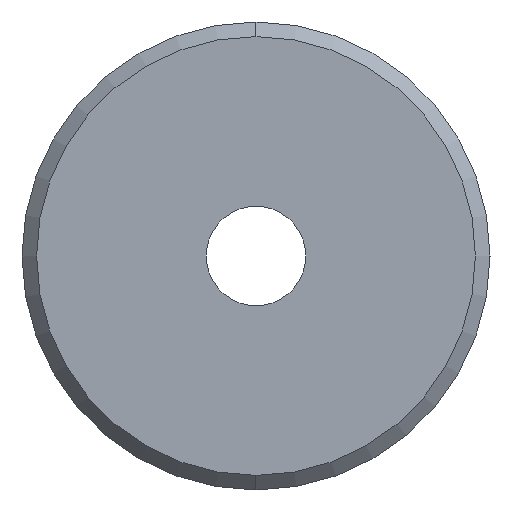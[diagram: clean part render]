
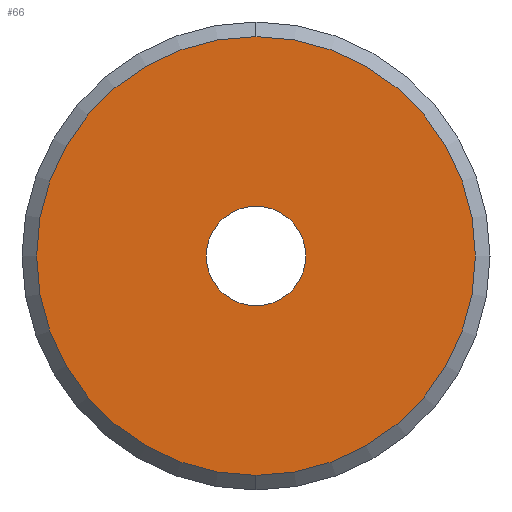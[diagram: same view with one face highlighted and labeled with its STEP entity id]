
A CAD part, left-side view. The second image highlights one B-rep face of the part: STEP entity #66.
In plain terms, the highlighted planar face has unit normal (-1, 0, 0).
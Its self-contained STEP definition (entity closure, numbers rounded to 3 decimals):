
#11 = DIRECTION ( 'NONE',  ( 1., 0., 0. ) ) ;
#13 = FACE_OUTER_BOUND ( 'NONE', #519, .T. ) ;
#18 = VERTEX_POINT ( 'NONE', #107 ) ;
#22 = VERTEX_POINT ( 'NONE', #156 ) ;
#32 = ORIENTED_EDGE ( 'NONE', *, *, #613, .T. ) ;
#33 = CARTESIAN_POINT ( 'NONE',  ( -252., 0., 0. ) ) ;
#36 = DIRECTION ( 'NONE',  ( -1., 0., 0. ) ) ;
#39 = DIRECTION ( 'NONE',  ( 0., 0., 1. ) ) ;
#66 = ADVANCED_FACE ( 'NONE', ( #76, #13 ), #457, .F. ) ;
#76 = FACE_BOUND ( 'NONE', #410, .T. ) ;
#107 = CARTESIAN_POINT ( 'NONE',  ( -252., 0., 3.4 ) ) ;
#117 = VERTEX_POINT ( 'NONE', #651 ) ;
#134 = CIRCLE ( 'NONE', #325, 3.4 ) ;
#156 = CARTESIAN_POINT ( 'NONE',  ( -252., 0., -15. ) ) ;
#173 = AXIS2_PLACEMENT_3D ( 'NONE', #636, #639, #617 ) ;
#214 = CIRCLE ( 'NONE', #173, 15. ) ;
#244 = CARTESIAN_POINT ( 'NONE',  ( -252., 0., 15. ) ) ;
#288 = AXIS2_PLACEMENT_3D ( 'NONE', #33, #36, #39 ) ;
#298 = DIRECTION ( 'NONE',  ( -1., 0., 0. ) ) ;
#307 = DIRECTION ( 'NONE',  ( 0., 0., 1. ) ) ;
#315 = AXIS2_PLACEMENT_3D ( 'NONE', #607, #506, #608 ) ;
#325 = AXIS2_PLACEMENT_3D ( 'NONE', #475, #298, #307 ) ;
#383 = CIRCLE ( 'NONE', #288, 3.4 ) ;
#402 = AXIS2_PLACEMENT_3D ( 'NONE', #625, #11, #434 ) ;
#410 = EDGE_LOOP ( 'NONE', ( #499, #614 ) ) ;
#417 = VERTEX_POINT ( 'NONE', #244 ) ;
#434 = DIRECTION ( 'NONE',  ( 0., 0., -1. ) ) ;
#438 = CIRCLE ( 'NONE', #315, 15. ) ;
#451 = EDGE_CURVE ( 'NONE', #117, #18, #134, .T. ) ;
#457 = PLANE ( 'NONE',  #402 ) ;
#465 = EDGE_CURVE ( 'NONE', #22, #417, #438, .T. ) ;
#475 = CARTESIAN_POINT ( 'NONE',  ( -252., 0., 0. ) ) ;
#499 = ORIENTED_EDGE ( 'NONE', *, *, #507, .F. ) ;
#506 = DIRECTION ( 'NONE',  ( -1., 0., 0. ) ) ;
#507 = EDGE_CURVE ( 'NONE', #18, #117, #383, .T. ) ;
#519 = EDGE_LOOP ( 'NONE', ( #555, #32 ) ) ;
#555 = ORIENTED_EDGE ( 'NONE', *, *, #465, .T. ) ;
#607 = CARTESIAN_POINT ( 'NONE',  ( -252., 0., 0. ) ) ;
#608 = DIRECTION ( 'NONE',  ( 0., 0., 1. ) ) ;
#613 = EDGE_CURVE ( 'NONE', #417, #22, #214, .T. ) ;
#614 = ORIENTED_EDGE ( 'NONE', *, *, #451, .F. ) ;
#617 = DIRECTION ( 'NONE',  ( 0., 0., 1. ) ) ;
#625 = CARTESIAN_POINT ( 'NONE',  ( -252., 3.4, 0. ) ) ;
#636 = CARTESIAN_POINT ( 'NONE',  ( -252., 0., 0. ) ) ;
#639 = DIRECTION ( 'NONE',  ( -1., 0., 0. ) ) ;
#651 = CARTESIAN_POINT ( 'NONE',  ( -252., 0., -3.4 ) ) ;
